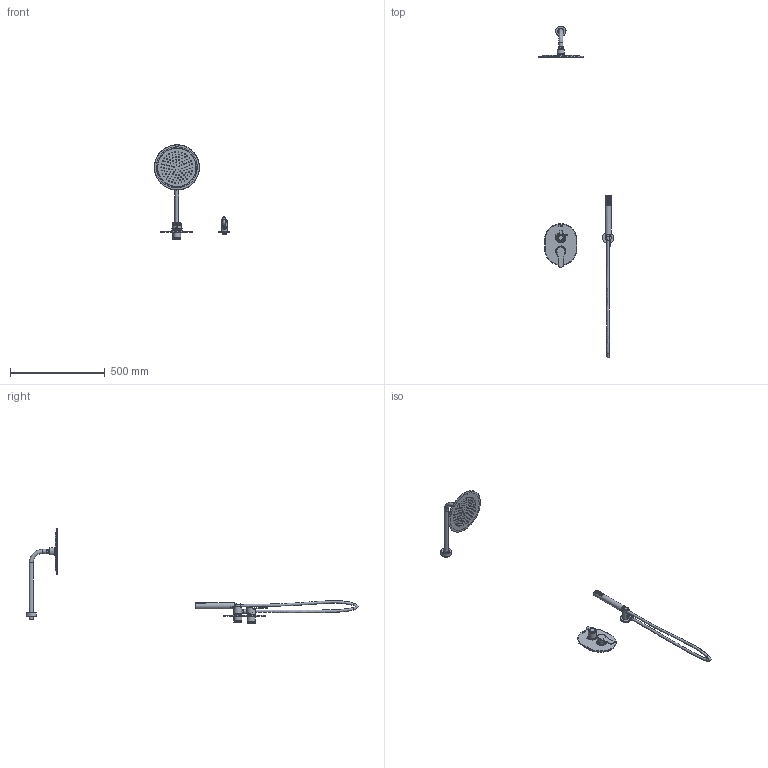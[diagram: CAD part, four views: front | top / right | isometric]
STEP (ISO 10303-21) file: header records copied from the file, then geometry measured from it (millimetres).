
FILE_DESCRIPTION (( 'STEP AP203' ), '1' );
FILE_NAME ('18CP01864.STEP', '2020-12-21T07:49:27', ( '' ), ( '' ), 'SwSTEP 2.0', 'SolidWorks 2018', '' );
FILE_SCHEMA (( 'CONFIG_CONTROL_DESIGN' ));
Length unit declared in the file: millimetre
Products named in the file (1): 18CP01864
Bounding box: 400 x 1752.85 x 499.5 mm (x, y, z)
Volume: 1104448.5 mm3; surface area: 386914.8 mm2
Topology: 18 solids, 18 shells, 1019 faces, 2024 edges, 1368 vertices
Faces by surface type: plane 336, cylinder 268, cone 155, torus 147, bspline 109, sphere 4
Full cylindrical faces by diameter (mm): 1 x105, 2.3 x1, 6.2 x1, 6.8 x2, 9.5 x1, 10.5 x1, 12.8 x1, 13.4 x1, 14 x1, 14.4 x1, 15 x1, 18 x3, 18.1 x1, 18.3 x1, 18.5 x2, 18.6 x1, 18.632 x1, 18.7 x1, 20.6 x1, 20.8 x1, 20.932 x1, 21 x5, 22 x2, 22.7 x1, 23.3 x1, 24 x1, 25.6 x1, 28 x1, 28.6 x1, 31 x2
Entity records: 39640 total; most frequent: CARTESIAN_POINT 22160, DIRECTION 3663, ORIENTED_EDGE 2492, EDGE_LOOP 1885, AXIS2_PLACEMENT_3D 1776, FACE_OUTER_BOUND 1388, EDGE_CURVE 1246, VERTEX_POINT 1107
